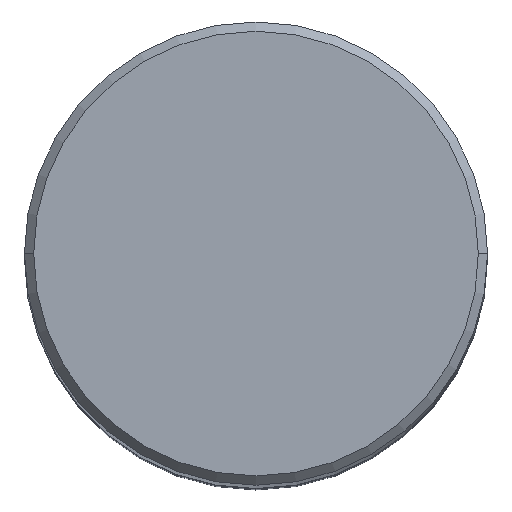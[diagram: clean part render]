
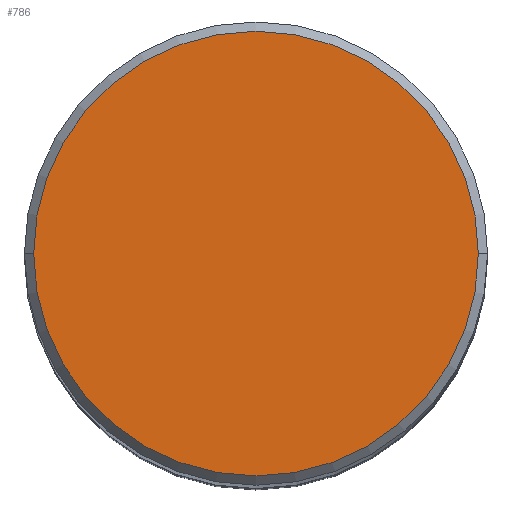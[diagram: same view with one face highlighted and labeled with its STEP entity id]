
A CAD part, top view. The second image highlights one B-rep face of the part: STEP entity #786.
In plain terms, the highlighted planar face has unit normal (0, 0, 1).
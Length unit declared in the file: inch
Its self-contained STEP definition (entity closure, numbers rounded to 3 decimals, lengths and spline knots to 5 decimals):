
#54 = VERTEX_POINT ( 'NONE', #160 ) ;
#64 = ORIENTED_EDGE ( 'NONE', *, *, #601, .T. ) ;
#160 = CARTESIAN_POINT ( 'NONE',  ( -0.48, 0., 0. ) ) ;
#162 = DIRECTION ( 'NONE',  ( 0., 0., 1. ) ) ;
#202 = VERTEX_POINT ( 'NONE', #679 ) ;
#208 = FACE_OUTER_BOUND ( 'NONE', #559, .T. ) ;
#212 = PLANE ( 'NONE',  #327 ) ;
#239 = DIRECTION ( 'NONE',  ( 1., 0., 0. ) ) ;
#323 = CIRCLE ( 'NONE', #790, 0.48 ) ;
#327 = AXIS2_PLACEMENT_3D ( 'NONE', #407, #460, #662 ) ;
#342 = ORIENTED_EDGE ( 'NONE', *, *, #453, .T. ) ;
#368 = DIRECTION ( 'NONE',  ( 1., 0., 0. ) ) ;
#407 = CARTESIAN_POINT ( 'NONE',  ( 0., 0.48, 0. ) ) ;
#409 = CIRCLE ( 'NONE', #570, 0.48 ) ;
#453 = EDGE_CURVE ( 'NONE', #54, #202, #323, .T. ) ;
#460 = DIRECTION ( 'NONE',  ( 0., 0., -1. ) ) ;
#490 = DIRECTION ( 'NONE',  ( 0., 0., 1. ) ) ;
#559 = EDGE_LOOP ( 'NONE', ( #342, #64 ) ) ;
#570 = AXIS2_PLACEMENT_3D ( 'NONE', #730, #162, #368 ) ;
#601 = EDGE_CURVE ( 'NONE', #202, #54, #409, .T. ) ;
#620 = CARTESIAN_POINT ( 'NONE',  ( 0., 0., 0. ) ) ;
#662 = DIRECTION ( 'NONE',  ( -1., 0., 0. ) ) ;
#679 = CARTESIAN_POINT ( 'NONE',  ( 0.48, 0., 0. ) ) ;
#730 = CARTESIAN_POINT ( 'NONE',  ( 0., 0., 0. ) ) ;
#786 = ADVANCED_FACE ( 'NONE', ( #208 ), #212, .F. ) ;
#790 = AXIS2_PLACEMENT_3D ( 'NONE', #620, #490, #239 ) ;
